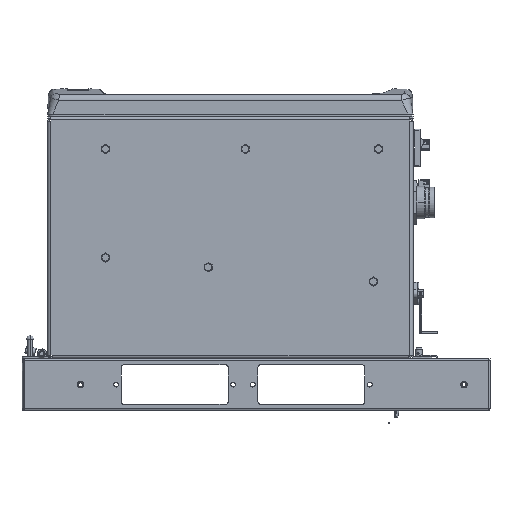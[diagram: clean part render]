
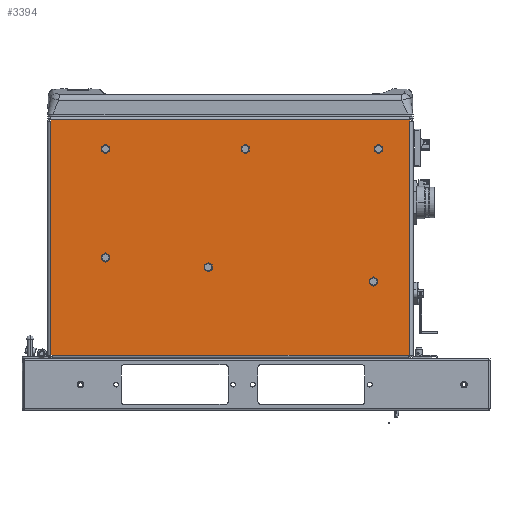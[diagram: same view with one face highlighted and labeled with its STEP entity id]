
A CAD part, left-side view. The second image highlights one B-rep face of the part: STEP entity #3394.
In plain terms, the highlighted planar face has unit normal (-1, 0, 0).
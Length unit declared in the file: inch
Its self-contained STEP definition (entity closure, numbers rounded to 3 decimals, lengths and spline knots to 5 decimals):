
#288=DIRECTION('',(0.,-1.,0.));
#289=VECTOR('',#288,13.692);
#290=CARTESIAN_POINT('',(-3.,6.846,0.12));
#291=LINE('',#290,#289);
#333=DIRECTION('',(0.,0.,-1.));
#334=VECTOR('',#333,0.06);
#335=CARTESIAN_POINT('',(-3.,6.906,9.19));
#336=LINE('',#335,#334);
#337=DIRECTION('',(0.,0.,-1.));
#338=VECTOR('',#337,0.06);
#339=CARTESIAN_POINT('',(-3.,-6.906,9.19));
#340=LINE('',#339,#338);
#341=DIRECTION('',(0.,-1.,0.));
#342=VECTOR('',#341,0.06);
#343=CARTESIAN_POINT('',(-3.,-6.846,0.12));
#344=LINE('',#343,#342);
#345=DIRECTION('',(0.,1.,0.));
#346=VECTOR('',#345,0.06);
#347=CARTESIAN_POINT('',(-3.,6.846,0.12));
#348=LINE('',#347,#346);
#349=CARTESIAN_POINT('',(-3.,-5.697,8.06));
#350=DIRECTION('',(-1.,0.,0.));
#351=DIRECTION('',(0.,1.,0.));
#352=AXIS2_PLACEMENT_3D('',#349,#350,#351);
#354=CARTESIAN_POINT('',(-3.,-5.697,8.06));
#355=DIRECTION('',(-1.,0.,0.));
#356=DIRECTION('',(0.,-1.,0.));
#357=AXIS2_PLACEMENT_3D('',#354,#355,#356);
#359=CARTESIAN_POINT('',(-3.,-0.572,8.06));
#360=DIRECTION('',(-1.,0.,0.));
#361=DIRECTION('',(0.,1.,0.));
#362=AXIS2_PLACEMENT_3D('',#359,#360,#361);
#364=CARTESIAN_POINT('',(-3.,-0.572,8.06));
#365=DIRECTION('',(-1.,0.,0.));
#366=DIRECTION('',(0.,-1.,0.));
#367=AXIS2_PLACEMENT_3D('',#364,#365,#366);
#369=CARTESIAN_POINT('',(-3.,4.803,8.06));
#370=DIRECTION('',(-1.,0.,0.));
#371=DIRECTION('',(0.,1.,0.));
#372=AXIS2_PLACEMENT_3D('',#369,#370,#371);
#374=CARTESIAN_POINT('',(-3.,4.803,8.06));
#375=DIRECTION('',(-1.,0.,0.));
#376=DIRECTION('',(0.,-1.,0.));
#377=AXIS2_PLACEMENT_3D('',#374,#375,#376);
#379=CARTESIAN_POINT('',(-3.,4.803,3.884));
#380=DIRECTION('',(-1.,0.,0.));
#381=DIRECTION('',(0.,1.,0.));
#382=AXIS2_PLACEMENT_3D('',#379,#380,#381);
#384=CARTESIAN_POINT('',(-3.,4.803,3.884));
#385=DIRECTION('',(-1.,0.,0.));
#386=DIRECTION('',(0.,-1.,0.));
#387=AXIS2_PLACEMENT_3D('',#384,#385,#386);
#389=CARTESIAN_POINT('',(-3.,0.853,3.51));
#390=DIRECTION('',(-1.,0.,0.));
#391=DIRECTION('',(0.,1.,0.));
#392=AXIS2_PLACEMENT_3D('',#389,#390,#391);
#394=CARTESIAN_POINT('',(-3.,0.853,3.51));
#395=DIRECTION('',(-1.,0.,0.));
#396=DIRECTION('',(0.,-1.,0.));
#397=AXIS2_PLACEMENT_3D('',#394,#395,#396);
#399=CARTESIAN_POINT('',(-3.,-5.501,2.96));
#400=DIRECTION('',(-1.,0.,0.));
#401=DIRECTION('',(0.,1.,0.));
#402=AXIS2_PLACEMENT_3D('',#399,#400,#401);
#404=CARTESIAN_POINT('',(-3.,-5.501,2.96));
#405=DIRECTION('',(-1.,0.,0.));
#406=DIRECTION('',(0.,-1.,0.));
#407=AXIS2_PLACEMENT_3D('',#404,#405,#406);
#435=DIRECTION('',(0.,0.,1.));
#436=VECTOR('',#435,9.01);
#437=CARTESIAN_POINT('',(-3.,6.906,0.12));
#438=LINE('',#437,#436);
#1268=DIRECTION('',(0.,-1.,0.));
#1269=VECTOR('',#1268,13.812);
#1270=CARTESIAN_POINT('',(-3.,6.906,9.19));
#1271=LINE('',#1270,#1269);
#1463=DIRECTION('',(0.,0.,-1.));
#1464=VECTOR('',#1463,9.01);
#1465=CARTESIAN_POINT('',(-3.,-6.906,9.13));
#1466=LINE('',#1465,#1464);
#2278=CARTESIAN_POINT('',(-3.,6.846,0.12));
#2279=CARTESIAN_POINT('',(-3.,-6.846,0.12));
#2280=VERTEX_POINT('',#2278);
#2281=VERTEX_POINT('',#2279);
#2304=CARTESIAN_POINT('',(-3.,-6.906,0.12));
#2305=VERTEX_POINT('',#2304);
#2315=CARTESIAN_POINT('',(-3.,-6.906,9.13));
#2317=VERTEX_POINT('',#2315);
#2323=CARTESIAN_POINT('',(-3.,6.906,9.13));
#2325=VERTEX_POINT('',#2323);
#2326=CARTESIAN_POINT('',(-3.,-6.906,9.19));
#2327=VERTEX_POINT('',#2326);
#2328=CARTESIAN_POINT('',(-3.,6.906,9.19));
#2329=VERTEX_POINT('',#2328);
#2358=CARTESIAN_POINT('',(-3.,6.906,0.12));
#2359=VERTEX_POINT('',#2358);
#2861=CARTESIAN_POINT('',(-3.,-5.5565,8.06));
#2862=CARTESIAN_POINT('',(-3.,-5.8375,8.06));
#2863=VERTEX_POINT('',#2861);
#2864=VERTEX_POINT('',#2862);
#2865=CARTESIAN_POINT('',(-3.,-0.4315,8.06));
#2866=CARTESIAN_POINT('',(-3.,-0.7125,8.06));
#2867=VERTEX_POINT('',#2865);
#2868=VERTEX_POINT('',#2866);
#2869=CARTESIAN_POINT('',(-3.,4.9435,8.06));
#2870=CARTESIAN_POINT('',(-3.,4.6625,8.06));
#2871=VERTEX_POINT('',#2869);
#2872=VERTEX_POINT('',#2870);
#2873=CARTESIAN_POINT('',(-3.,4.9435,3.884));
#2874=CARTESIAN_POINT('',(-3.,4.6625,3.884));
#2875=VERTEX_POINT('',#2873);
#2876=VERTEX_POINT('',#2874);
#2877=CARTESIAN_POINT('',(-3.,0.9935,3.51));
#2878=CARTESIAN_POINT('',(-3.,0.7125,3.51));
#2879=VERTEX_POINT('',#2877);
#2880=VERTEX_POINT('',#2878);
#2881=CARTESIAN_POINT('',(-3.,-5.3605,2.96));
#2882=CARTESIAN_POINT('',(-3.,-5.6415,2.96));
#2883=VERTEX_POINT('',#2881);
#2884=VERTEX_POINT('',#2882);
#3336=CARTESIAN_POINT('',(-3.,3.68724,0.));
#3337=DIRECTION('',(-1.,0.,0.));
#3338=DIRECTION('',(0.,-1.,0.));
#3339=AXIS2_PLACEMENT_3D('',#3336,#3337,#3338);
#3340=PLANE('',#3339);
#3342=ORIENTED_EDGE('',*,*,#3341,.F.);
#3344=ORIENTED_EDGE('',*,*,#3343,.T.);
#3346=ORIENTED_EDGE('',*,*,#3345,.T.);
#3348=ORIENTED_EDGE('',*,*,#3347,.T.);
#3350=ORIENTED_EDGE('',*,*,#3349,.F.);
#3351=ORIENTED_EDGE('',*,*,#3297,.F.);
#3353=ORIENTED_EDGE('',*,*,#3352,.T.);
#3355=ORIENTED_EDGE('',*,*,#3354,.T.);
#3356=EDGE_LOOP('',(#3342,#3344,#3346,#3348,#3350,#3351,#3353,#3355));
#3357=FACE_OUTER_BOUND('',#3356,.F.);
#3359=ORIENTED_EDGE('',*,*,#3358,.T.);
#3361=ORIENTED_EDGE('',*,*,#3360,.T.);
#3362=EDGE_LOOP('',(#3359,#3361));
#3363=FACE_BOUND('',#3362,.F.);
#3365=ORIENTED_EDGE('',*,*,#3364,.T.);
#3367=ORIENTED_EDGE('',*,*,#3366,.T.);
#3368=EDGE_LOOP('',(#3365,#3367));
#3369=FACE_BOUND('',#3368,.F.);
#3371=ORIENTED_EDGE('',*,*,#3370,.T.);
#3373=ORIENTED_EDGE('',*,*,#3372,.T.);
#3374=EDGE_LOOP('',(#3371,#3373));
#3375=FACE_BOUND('',#3374,.F.);
#3377=ORIENTED_EDGE('',*,*,#3376,.T.);
#3379=ORIENTED_EDGE('',*,*,#3378,.T.);
#3380=EDGE_LOOP('',(#3377,#3379));
#3381=FACE_BOUND('',#3380,.F.);
#3383=ORIENTED_EDGE('',*,*,#3382,.T.);
#3385=ORIENTED_EDGE('',*,*,#3384,.T.);
#3386=EDGE_LOOP('',(#3383,#3385));
#3387=FACE_BOUND('',#3386,.F.);
#3389=ORIENTED_EDGE('',*,*,#3388,.T.);
#3391=ORIENTED_EDGE('',*,*,#3390,.T.);
#3392=EDGE_LOOP('',(#3389,#3391));
#3393=FACE_BOUND('',#3392,.F.);
#3394=ADVANCED_FACE('',(#3357,#3363,#3369,#3375,#3381,#3387,#3393),#3340,.T.);
#353=CIRCLE('',#352,0.1405);
#358=CIRCLE('',#357,0.1405);
#363=CIRCLE('',#362,0.1405);
#368=CIRCLE('',#367,0.1405);
#373=CIRCLE('',#372,0.1405);
#378=CIRCLE('',#377,0.1405);
#383=CIRCLE('',#382,0.1405);
#388=CIRCLE('',#387,0.1405);
#393=CIRCLE('',#392,0.1405);
#398=CIRCLE('',#397,0.1405);
#403=CIRCLE('',#402,0.1405);
#408=CIRCLE('',#407,0.1405);
#3297=EDGE_CURVE('',#2280,#2281,#291,.T.);
#3341=EDGE_CURVE('',#2329,#2325,#336,.T.);
#3343=EDGE_CURVE('',#2329,#2327,#1271,.T.);
#3345=EDGE_CURVE('',#2327,#2317,#340,.T.);
#3347=EDGE_CURVE('',#2317,#2305,#1466,.T.);
#3349=EDGE_CURVE('',#2281,#2305,#344,.T.);
#3352=EDGE_CURVE('',#2280,#2359,#348,.T.);
#3354=EDGE_CURVE('',#2359,#2325,#438,.T.);
#3358=EDGE_CURVE('',#2863,#2864,#353,.T.);
#3360=EDGE_CURVE('',#2864,#2863,#358,.T.);
#3364=EDGE_CURVE('',#2867,#2868,#363,.T.);
#3366=EDGE_CURVE('',#2868,#2867,#368,.T.);
#3370=EDGE_CURVE('',#2871,#2872,#373,.T.);
#3372=EDGE_CURVE('',#2872,#2871,#378,.T.);
#3376=EDGE_CURVE('',#2875,#2876,#383,.T.);
#3378=EDGE_CURVE('',#2876,#2875,#388,.T.);
#3382=EDGE_CURVE('',#2879,#2880,#393,.T.);
#3384=EDGE_CURVE('',#2880,#2879,#398,.T.);
#3388=EDGE_CURVE('',#2883,#2884,#403,.T.);
#3390=EDGE_CURVE('',#2884,#2883,#408,.T.);
